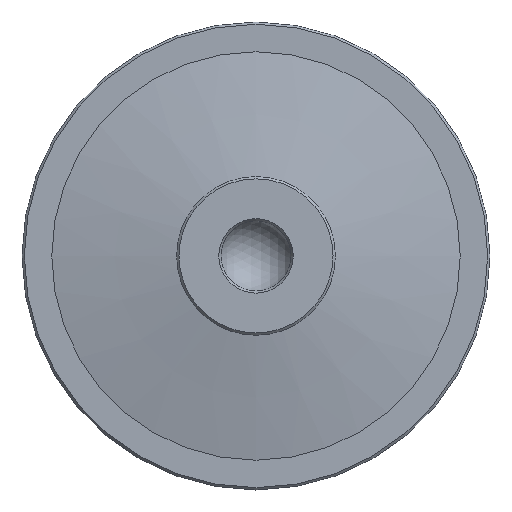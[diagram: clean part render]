
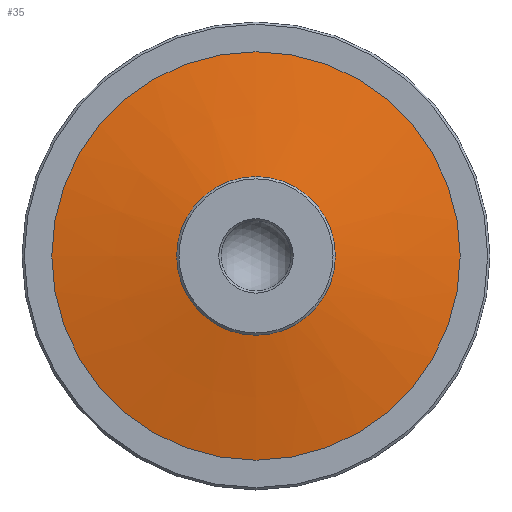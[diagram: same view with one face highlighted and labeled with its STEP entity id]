
A CAD part, top view. The second image highlights one B-rep face of the part: STEP entity #35.
In plain terms, the highlighted conical face has half-angle 79.283 degrees and reference radius 50.8 mm.
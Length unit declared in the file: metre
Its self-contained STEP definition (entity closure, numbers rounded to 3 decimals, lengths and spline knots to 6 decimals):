
#35 = ADVANCED_FACE( '', ( #74, #75 ), #76, .T. );
#74 = FACE_OUTER_BOUND( '', #125, .T. );
#75 = FACE_BOUND( '', #126, .T. );
#76 = CONICAL_SURFACE( '', #127, 0.0508, 1.384 );
#125 = EDGE_LOOP( '', ( #170 ) );
#126 = EDGE_LOOP( '', ( #171 ) );
#127 = AXIS2_PLACEMENT_3D( '', #172, #173, #174 );
#170 = ORIENTED_EDGE( '', *, *, #236, .T. );
#171 = ORIENTED_EDGE( '', *, *, #237, .F. );
#172 = CARTESIAN_POINT( '', ( 0.413164, 3.556398, -0.044283 ) );
#173 = DIRECTION( '', ( 0., 0., -1. ) );
#174 = DIRECTION( '', ( -1., 0., 0. ) );
#236 = EDGE_CURVE( '', #259, #259, #260, .T. );
#237 = EDGE_CURVE( '', #261, #261, #262, .T. );
#259 = VERTEX_POINT( '', #290 );
#260 = CIRCLE( '', #291, 0.13081 );
#261 = VERTEX_POINT( '', #292 );
#262 = CIRCLE( '', #293, 0.0508 );
#290 = CARTESIAN_POINT( '', ( 0.543974, 3.556398, -0.059426 ) );
#291 = AXIS2_PLACEMENT_3D( '', #320, #321, #322 );
#292 = CARTESIAN_POINT( '', ( 0.463964, 3.556398, -0.044283 ) );
#293 = AXIS2_PLACEMENT_3D( '', #323, #324, #325 );
#320 = CARTESIAN_POINT( '', ( 0.413164, 3.556398, -0.059426 ) );
#321 = DIRECTION( '', ( 0., 0., 1. ) );
#322 = DIRECTION( '', ( 1., 0., 0. ) );
#323 = CARTESIAN_POINT( '', ( 0.413164, 3.556398, -0.044283 ) );
#324 = DIRECTION( '', ( 0., 0., 1. ) );
#325 = DIRECTION( '', ( 1., 0., 0. ) );
